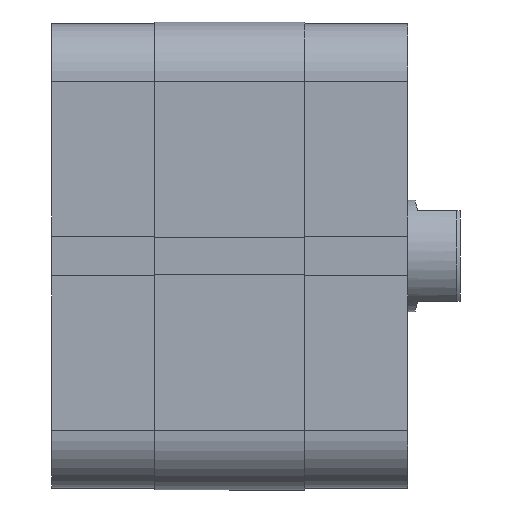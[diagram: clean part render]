
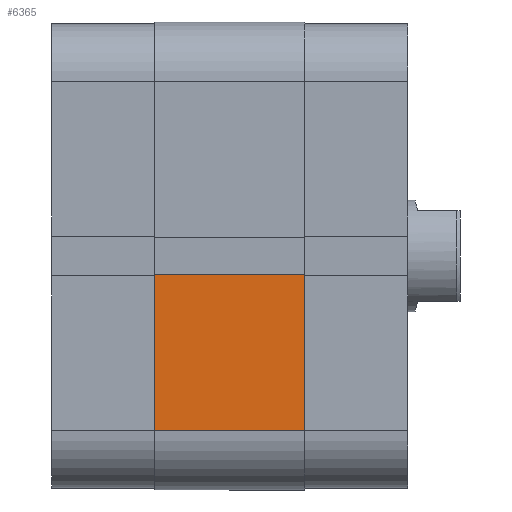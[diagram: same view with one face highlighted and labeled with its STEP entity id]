
A CAD part, front view. The second image highlights one B-rep face of the part: STEP entity #6365.
In plain terms, the highlighted planar face has unit normal (0, -1, 0).
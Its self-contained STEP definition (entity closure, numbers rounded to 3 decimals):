
#213 = ORIENTED_EDGE ( 'NONE', *, *, #5220, .T. ) ;
#214 = ORIENTED_EDGE ( 'NONE', *, *, #5437, .F. ) ;
#215 = ORIENTED_EDGE ( 'NONE', *, *, #5694, .F. ) ;
#216 = ORIENTED_EDGE ( 'NONE', *, *, #5624, .T. ) ;
#823 = VECTOR ( 'NONE', #1129, 1000. ) ;
#826 = LINE ( 'NONE', #1131, #823 ) ;
#1054 = LINE ( 'NONE', #4090, #1062 ) ;
#1062 = VECTOR ( 'NONE', #4091, 1000. ) ;
#1129 = DIRECTION ( 'NONE',  ( 1., 0., 0. ) ) ;
#1131 = CARTESIAN_POINT ( 'NONE',  ( 0., -33.5, 0. ) ) ;
#1372 = VERTEX_POINT ( 'NONE', #2031 ) ;
#1396 = VERTEX_POINT ( 'NONE', #2029 ) ;
#1397 = VERTEX_POINT ( 'NONE', #2028 ) ;
#1402 = VERTEX_POINT ( 'NONE', #2072 ) ;
#2028 = CARTESIAN_POINT ( 'NONE',  ( -2.6, -33.5, 21.5 ) ) ;
#2029 = CARTESIAN_POINT ( 'NONE',  ( -2.6, -33.5, 0. ) ) ;
#2031 = CARTESIAN_POINT ( 'NONE',  ( -25., -33.5, 21.5 ) ) ;
#2072 = CARTESIAN_POINT ( 'NONE',  ( -25., -33.5, 0. ) ) ;
#3210 = EDGE_LOOP ( 'NONE', ( #213, #214, #215, #216 ) ) ;
#3420 = LINE ( 'NONE', #4377, #3421 ) ;
#3421 = VECTOR ( 'NONE', #4378, 1000. ) ;
#3514 = LINE ( 'NONE', #4500, #3515 ) ;
#3515 = VECTOR ( 'NONE', #4501, 1000. ) ;
#3776 = FACE_OUTER_BOUND ( 'NONE', #3210, .T. ) ;
#4090 = CARTESIAN_POINT ( 'NONE',  ( -2.6, -33.5, 21.5 ) ) ;
#4091 = DIRECTION ( 'NONE',  ( 0., 0., -1. ) ) ;
#4377 = CARTESIAN_POINT ( 'NONE',  ( -25., -33.5, 21.5 ) ) ;
#4378 = DIRECTION ( 'NONE',  ( 0., 0., -1. ) ) ;
#4500 = CARTESIAN_POINT ( 'NONE',  ( 0., -33.5, 21.5 ) ) ;
#4501 = DIRECTION ( 'NONE',  ( 1., 0., 0. ) ) ;
#4923 = CARTESIAN_POINT ( 'NONE',  ( 0., -33.5, 21.5 ) ) ;
#4924 = PLANE ( 'NONE',  #6605 ) ;
#4926 = DIRECTION ( 'NONE',  ( 0., 1., 0. ) ) ;
#4927 = DIRECTION ( 'NONE',  ( 0., 0., 1. ) ) ;
#5220 = EDGE_CURVE ( 'NONE', #1402, #1396, #826, .T. ) ;
#5437 = EDGE_CURVE ( 'NONE', #1397, #1396, #1054, .T. ) ;
#5624 = EDGE_CURVE ( 'NONE', #1372, #1402, #3420, .T. ) ;
#5694 = EDGE_CURVE ( 'NONE', #1372, #1397, #3514, .T. ) ;
#6365 = ADVANCED_FACE ( 'NONE', ( #3776 ), #4924, .F. ) ;
#6605 = AXIS2_PLACEMENT_3D ( 'NONE', #4923, #4926, #4927 ) ;
